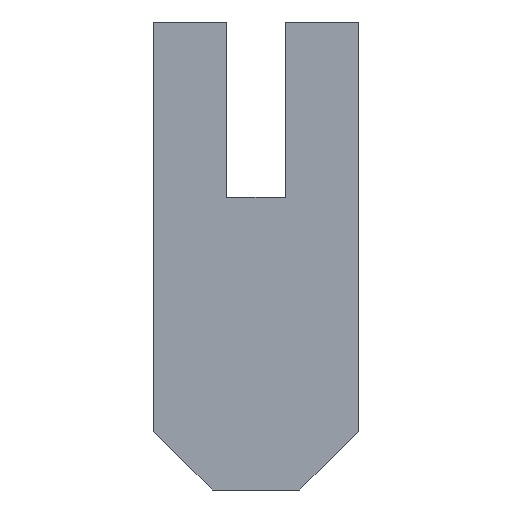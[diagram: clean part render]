
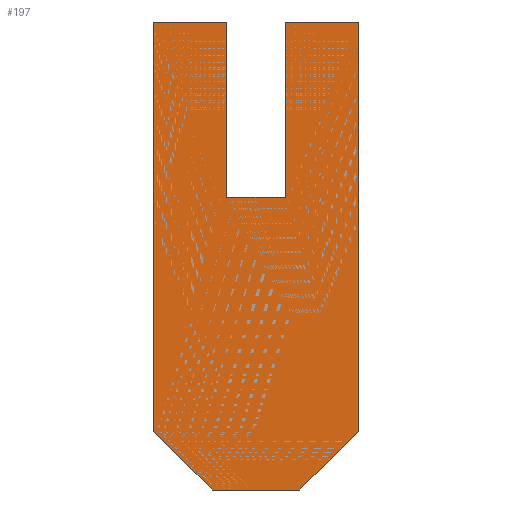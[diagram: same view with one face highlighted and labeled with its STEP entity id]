
A CAD part, front view. The second image highlights one B-rep face of the part: STEP entity #197.
In plain terms, the highlighted planar face has unit normal (0, -1, 0).
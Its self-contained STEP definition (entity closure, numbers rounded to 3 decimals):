
#78=B_SPLINE_CURVE_WITH_KNOTS('',1,(#1543,#1544),.UNSPECIFIED.,.F.,.F.,
(2,2),(0.,70.),.UNSPECIFIED.);
#79=B_SPLINE_CURVE_WITH_KNOTS('',1,(#1545,#1546),.UNSPECIFIED.,.F.,.F.,
(2,2),(0.,12.5),.UNSPECIFIED.);
#80=B_SPLINE_CURVE_WITH_KNOTS('',1,(#1547,#1548),.UNSPECIFIED.,.F.,.F.,
(2,2),(0.,30.),.UNSPECIFIED.);
#81=B_SPLINE_CURVE_WITH_KNOTS('',1,(#1549,#1550),.UNSPECIFIED.,.F.,.F.,
(2,2),(0.,10.),.UNSPECIFIED.);
#82=B_SPLINE_CURVE_WITH_KNOTS('',1,(#1551,#1552),.UNSPECIFIED.,.F.,.F.,
(2,2),(0.,30.),.UNSPECIFIED.);
#83=B_SPLINE_CURVE_WITH_KNOTS('',1,(#1553,#1554),.UNSPECIFIED.,.F.,.F.,
(2,2),(0.,12.5),.UNSPECIFIED.);
#84=B_SPLINE_CURVE_WITH_KNOTS('',1,(#1555,#1556),.UNSPECIFIED.,.F.,.F.,
(2,2),(0.,70.),.UNSPECIFIED.);
#85=B_SPLINE_CURVE_WITH_KNOTS('',1,(#1560,#1561),.UNSPECIFIED.,.F.,.F.,
(2,2),(439.624,454.624),.UNSPECIFIED.);
#145=PLANE('',#1290);
#197=ADVANCED_FACE('',(#260),#145,.T.);
#260=FACE_OUTER_BOUND('',#323,.T.);
#323=EDGE_LOOP('',(#424,#425,#426,#427,#428,#429,#430,#431,#432,#433));
#424=ORIENTED_EDGE('',*,*,#725,.F.);
#425=ORIENTED_EDGE('',*,*,#724,.F.);
#426=ORIENTED_EDGE('',*,*,#723,.F.);
#427=ORIENTED_EDGE('',*,*,#722,.F.);
#428=ORIENTED_EDGE('',*,*,#721,.F.);
#429=ORIENTED_EDGE('',*,*,#720,.F.);
#430=ORIENTED_EDGE('',*,*,#719,.F.);
#431=ORIENTED_EDGE('',*,*,#718,.F.);
#432=ORIENTED_EDGE('',*,*,#717,.F.);
#433=ORIENTED_EDGE('',*,*,#716,.F.);
#716=EDGE_CURVE('',#1034,#1035,#78,.T.);
#717=EDGE_CURVE('',#1035,#1036,#79,.T.);
#718=EDGE_CURVE('',#1036,#1037,#80,.T.);
#719=EDGE_CURVE('',#1037,#1038,#81,.T.);
#720=EDGE_CURVE('',#1038,#1039,#82,.T.);
#721=EDGE_CURVE('',#1039,#1040,#83,.T.);
#722=EDGE_CURVE('',#1040,#1041,#84,.T.);
#723=EDGE_CURVE('',#1041,#1042,#908,.T.);
#724=EDGE_CURVE('',#1042,#1043,#85,.T.);
#725=EDGE_CURVE('',#1043,#1034,#909,.T.);
#908=(
BOUNDED_CURVE()
B_SPLINE_CURVE(2,(#1557,#1558,#1559),.UNSPECIFIED.,.F.,.F.)
B_SPLINE_CURVE_WITH_KNOTS((3,3),(423.916,439.624),
 .UNSPECIFIED.)
CURVE()
GEOMETRIC_REPRESENTATION_ITEM()
RATIONAL_B_SPLINE_CURVE((1.,0.707,1.))
REPRESENTATION_ITEM('')
);
#909=(
BOUNDED_CURVE()
B_SPLINE_CURVE(2,(#1562,#1563,#1564),.UNSPECIFIED.,.F.,.F.)
B_SPLINE_CURVE_WITH_KNOTS((3,3),(454.624,470.332),
 .UNSPECIFIED.)
CURVE()
GEOMETRIC_REPRESENTATION_ITEM()
RATIONAL_B_SPLINE_CURVE((1.,0.707,1.))
REPRESENTATION_ITEM('')
);
#1034=VERTEX_POINT('',#1497);
#1035=VERTEX_POINT('',#1498);
#1036=VERTEX_POINT('',#1499);
#1037=VERTEX_POINT('',#1500);
#1038=VERTEX_POINT('',#1501);
#1039=VERTEX_POINT('',#1502);
#1040=VERTEX_POINT('',#1503);
#1041=VERTEX_POINT('',#1504);
#1042=VERTEX_POINT('',#1505);
#1043=VERTEX_POINT('',#1506);
#1290=AXIS2_PLACEMENT_3D('',#1485,#1351,$);
#1351=DIRECTION('',(0.,-1.,0.));
#1485=CARTESIAN_POINT('',(-414.889,-386.814,1327.276));
#1497=CARTESIAN_POINT('',(-414.539,-386.814,1256.476));
#1498=CARTESIAN_POINT('',(-414.539,-386.814,1326.476));
#1499=CARTESIAN_POINT('',(-402.039,-386.814,1326.476));
#1500=CARTESIAN_POINT('',(-402.039,-386.814,1296.476));
#1501=CARTESIAN_POINT('',(-392.039,-386.814,1296.476));
#1502=CARTESIAN_POINT('',(-392.039,-386.814,1326.476));
#1503=CARTESIAN_POINT('',(-379.539,-386.814,1326.476));
#1504=CARTESIAN_POINT('',(-379.539,-386.814,1256.476));
#1505=CARTESIAN_POINT('',(-389.539,-386.814,1246.476));
#1506=CARTESIAN_POINT('',(-404.539,-386.814,1246.476));
#1543=CARTESIAN_POINT('',(-414.539,-386.814,1256.476));
#1544=CARTESIAN_POINT('',(-414.539,-386.814,1326.476));
#1545=CARTESIAN_POINT('',(-414.539,-386.814,1326.476));
#1546=CARTESIAN_POINT('',(-402.039,-386.814,1326.476));
#1547=CARTESIAN_POINT('',(-402.039,-386.814,1326.476));
#1548=CARTESIAN_POINT('',(-402.039,-386.814,1296.476));
#1549=CARTESIAN_POINT('',(-402.039,-386.814,1296.476));
#1550=CARTESIAN_POINT('',(-392.039,-386.814,1296.476));
#1551=CARTESIAN_POINT('',(-392.039,-386.814,1296.476));
#1552=CARTESIAN_POINT('',(-392.039,-386.814,1326.476));
#1553=CARTESIAN_POINT('',(-392.039,-386.814,1326.476));
#1554=CARTESIAN_POINT('',(-379.539,-386.814,1326.476));
#1555=CARTESIAN_POINT('',(-379.539,-386.814,1326.476));
#1556=CARTESIAN_POINT('',(-379.539,-386.814,1256.476));
#1557=CARTESIAN_POINT('',(-379.539,-386.814,1256.476));
#1558=CARTESIAN_POINT('',(-379.539,-386.814,1246.476));
#1559=CARTESIAN_POINT('',(-389.539,-386.814,1246.476));
#1560=CARTESIAN_POINT('',(-389.539,-386.814,1246.476));
#1561=CARTESIAN_POINT('',(-404.539,-386.814,1246.476));
#1562=CARTESIAN_POINT('',(-404.539,-386.814,1246.476));
#1563=CARTESIAN_POINT('',(-414.539,-386.814,1246.476));
#1564=CARTESIAN_POINT('',(-414.539,-386.814,1256.476));
